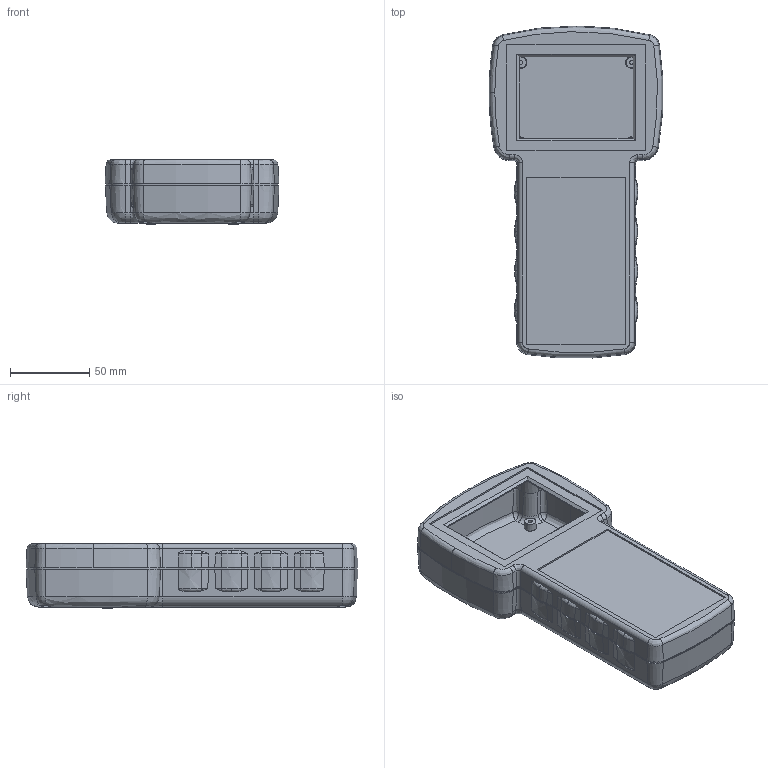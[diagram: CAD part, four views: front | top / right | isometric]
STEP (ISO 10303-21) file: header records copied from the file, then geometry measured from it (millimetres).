
FILE_DESCRIPTION (( 'STEP AP214' ), '1' );
FILE_NAME ('G828G(O) G828B(O).STEP', '2014-07-24T08:46:41', ( 'AsusUser' ), ( '' ), 'SwSTEP 2.0', 'SolidWorks 2014', '' );
FILE_SCHEMA (( 'AUTOMOTIVE_DESIGN' ));
Length unit declared in the file: millimetre
Products named in the file (3): G828B(O)BC-COVER; G828B(S)-BASE; G828G(O) G828B(O)
Assembly tree (2 placements, depth 2):
  G828G(O) G828B(O)
    G828B(S)-BASE
    G828B(O)BC-COVER
Bounding box: 109.81 x 209.73 x 40.7 mm (x, y, z)
Surface area: 112150.3 mm2 (no closed solid volume)
Topology: 0 solids, 4 shells, 648 faces, 1646 edges, 1028 vertices
Faces by surface type: cylinder 222, plane 177, cone 127, bspline 122
Entity records: 33021 total; most frequent: CARTESIAN_POINT 18711, ORIENTED_EDGE 3254, DIRECTION 2486, EDGE_CURVE 1631, VERTEX_POINT 1028, AXIS2_PLACEMENT_3D 914, EDGE_LOOP 698, VECTOR 658
